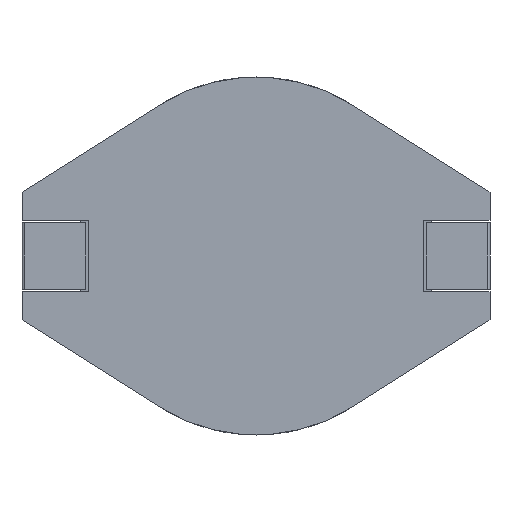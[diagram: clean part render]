
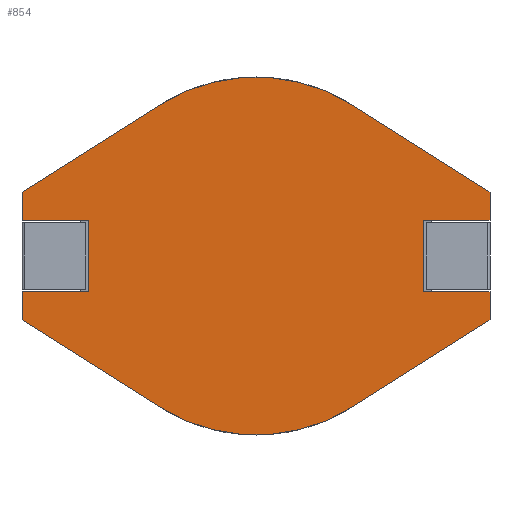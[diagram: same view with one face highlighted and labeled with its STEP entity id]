
A CAD part, front view. The second image highlights one B-rep face of the part: STEP entity #854.
In plain terms, the highlighted planar face has unit normal (0, -1, 0).
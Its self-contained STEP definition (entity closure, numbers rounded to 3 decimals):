
#1=DIRECTION('',(0.,0.,1.));
#2=VECTOR('',#1,2.8);
#3=CARTESIAN_POINT('',(6.55,0.,-1.4));
#4=LINE('',#3,#2);
#5=DIRECTION('',(-1.,0.,0.));
#6=VECTOR('',#5,2.6);
#7=CARTESIAN_POINT('',(9.15,0.,-1.4));
#8=LINE('',#7,#6);
#9=DIRECTION('',(0.,0.,-1.));
#10=VECTOR('',#9,1.1);
#11=CARTESIAN_POINT('',(9.15,0.,-1.4));
#12=LINE('',#11,#10);
#13=DIRECTION('',(-0.845,0.,-0.534));
#14=VECTOR('',#13,6.401);
#15=CARTESIAN_POINT('',(9.15,0.,-2.5));
#16=LINE('',#15,#14);
#17=CARTESIAN_POINT('',(0.,0.,0.));
#18=DIRECTION('',(0.,1.,0.));
#19=DIRECTION('',(0.534,0.,-0.845));
#20=AXIS2_PLACEMENT_3D('',#17,#18,#19);
#22=DIRECTION('',(-0.845,0.,0.534));
#23=VECTOR('',#22,6.401);
#24=CARTESIAN_POINT('',(-3.738,0.,-5.918));
#25=LINE('',#24,#23);
#26=DIRECTION('',(0.,0.,1.));
#27=VECTOR('',#26,1.1);
#28=CARTESIAN_POINT('',(-9.15,0.,-2.5));
#29=LINE('',#28,#27);
#30=DIRECTION('',(1.,0.,0.));
#31=VECTOR('',#30,2.6);
#32=CARTESIAN_POINT('',(-9.15,0.,-1.4));
#33=LINE('',#32,#31);
#34=DIRECTION('',(0.,0.,-1.));
#35=VECTOR('',#34,2.8);
#36=CARTESIAN_POINT('',(-6.55,0.,1.4));
#37=LINE('',#36,#35);
#38=DIRECTION('',(1.,0.,0.));
#39=VECTOR('',#38,2.6);
#40=CARTESIAN_POINT('',(-9.15,0.,1.4));
#41=LINE('',#40,#39);
#42=DIRECTION('',(0.,0.,1.));
#43=VECTOR('',#42,1.1);
#44=CARTESIAN_POINT('',(-9.15,0.,1.4));
#45=LINE('',#44,#43);
#46=DIRECTION('',(0.845,0.,0.534));
#47=VECTOR('',#46,6.401);
#48=CARTESIAN_POINT('',(-9.15,0.,2.5));
#49=LINE('',#48,#47);
#50=CARTESIAN_POINT('',(0.,0.,0.));
#51=DIRECTION('',(0.,1.,0.));
#52=DIRECTION('',(-0.534,0.,0.845));
#53=AXIS2_PLACEMENT_3D('',#50,#51,#52);
#55=DIRECTION('',(0.845,0.,-0.534));
#56=VECTOR('',#55,6.401);
#57=CARTESIAN_POINT('',(3.738,0.,5.918));
#58=LINE('',#57,#56);
#59=DIRECTION('',(0.,0.,-1.));
#60=VECTOR('',#59,1.1);
#61=CARTESIAN_POINT('',(9.15,0.,2.5));
#62=LINE('',#61,#60);
#63=DIRECTION('',(-1.,0.,0.));
#64=VECTOR('',#63,2.6);
#65=CARTESIAN_POINT('',(9.15,0.,1.4));
#66=LINE('',#65,#64);
#703=CARTESIAN_POINT('',(6.55,0.,-1.4));
#704=CARTESIAN_POINT('',(6.55,0.,1.4));
#705=VERTEX_POINT('',#703);
#706=VERTEX_POINT('',#704);
#707=CARTESIAN_POINT('',(9.15,0.,1.4));
#708=VERTEX_POINT('',#707);
#713=CARTESIAN_POINT('',(9.15,0.,-1.4));
#714=VERTEX_POINT('',#713);
#715=CARTESIAN_POINT('',(-9.15,0.,-1.4));
#716=CARTESIAN_POINT('',(-6.55,0.,-1.4));
#717=VERTEX_POINT('',#715);
#718=VERTEX_POINT('',#716);
#723=CARTESIAN_POINT('',(-9.15,0.,1.4));
#724=CARTESIAN_POINT('',(-6.55,0.,1.4));
#725=VERTEX_POINT('',#723);
#726=VERTEX_POINT('',#724);
#759=CARTESIAN_POINT('',(9.15,0.,-2.5));
#760=CARTESIAN_POINT('',(3.738,0.,-5.918));
#761=VERTEX_POINT('',#759);
#762=VERTEX_POINT('',#760);
#763=CARTESIAN_POINT('',(-3.738,0.,-5.918));
#764=VERTEX_POINT('',#763);
#765=CARTESIAN_POINT('',(-9.15,0.,-2.5));
#766=VERTEX_POINT('',#765);
#767=CARTESIAN_POINT('',(-9.15,0.,2.5));
#768=CARTESIAN_POINT('',(-3.738,0.,5.918));
#769=VERTEX_POINT('',#767);
#770=VERTEX_POINT('',#768);
#771=CARTESIAN_POINT('',(3.738,0.,5.918));
#772=VERTEX_POINT('',#771);
#773=CARTESIAN_POINT('',(9.15,0.,2.5));
#774=VERTEX_POINT('',#773);
#815=CARTESIAN_POINT('',(0.,0.,0.));
#816=DIRECTION('',(0.,1.,0.));
#817=DIRECTION('',(1.,0.,0.));
#818=AXIS2_PLACEMENT_3D('',#815,#816,#817);
#819=PLANE('',#818);
#821=ORIENTED_EDGE('',*,*,#820,.F.);
#823=ORIENTED_EDGE('',*,*,#822,.F.);
#825=ORIENTED_EDGE('',*,*,#824,.T.);
#827=ORIENTED_EDGE('',*,*,#826,.T.);
#829=ORIENTED_EDGE('',*,*,#828,.T.);
#831=ORIENTED_EDGE('',*,*,#830,.T.);
#833=ORIENTED_EDGE('',*,*,#832,.T.);
#835=ORIENTED_EDGE('',*,*,#834,.T.);
#837=ORIENTED_EDGE('',*,*,#836,.F.);
#839=ORIENTED_EDGE('',*,*,#838,.F.);
#841=ORIENTED_EDGE('',*,*,#840,.T.);
#843=ORIENTED_EDGE('',*,*,#842,.T.);
#845=ORIENTED_EDGE('',*,*,#844,.T.);
#847=ORIENTED_EDGE('',*,*,#846,.T.);
#849=ORIENTED_EDGE('',*,*,#848,.T.);
#851=ORIENTED_EDGE('',*,*,#850,.T.);
#852=EDGE_LOOP('',(#821,#823,#825,#827,#829,#831,#833,#835,#837,#839,#841,#843,
#845,#847,#849,#851));
#853=FACE_OUTER_BOUND('',#852,.F.);
#21=CIRCLE('',#20,7.);
#54=CIRCLE('',#53,7.);
#820=EDGE_CURVE('',#705,#706,#4,.T.);
#822=EDGE_CURVE('',#714,#705,#8,.T.);
#824=EDGE_CURVE('',#714,#761,#12,.T.);
#826=EDGE_CURVE('',#761,#762,#16,.T.);
#828=EDGE_CURVE('',#762,#764,#21,.T.);
#830=EDGE_CURVE('',#764,#766,#25,.T.);
#832=EDGE_CURVE('',#766,#717,#29,.T.);
#834=EDGE_CURVE('',#717,#718,#33,.T.);
#836=EDGE_CURVE('',#726,#718,#37,.T.);
#838=EDGE_CURVE('',#725,#726,#41,.T.);
#840=EDGE_CURVE('',#725,#769,#45,.T.);
#842=EDGE_CURVE('',#769,#770,#49,.T.);
#844=EDGE_CURVE('',#770,#772,#54,.T.);
#846=EDGE_CURVE('',#772,#774,#58,.T.);
#848=EDGE_CURVE('',#774,#708,#62,.T.);
#850=EDGE_CURVE('',#708,#706,#66,.T.);
#854=ADVANCED_FACE('',(#853),#819,.F.);
